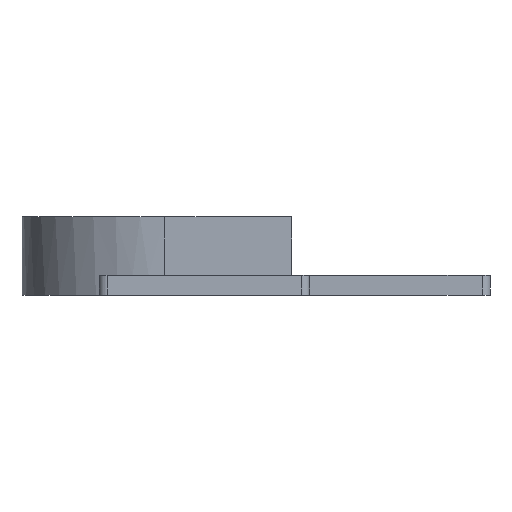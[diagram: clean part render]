
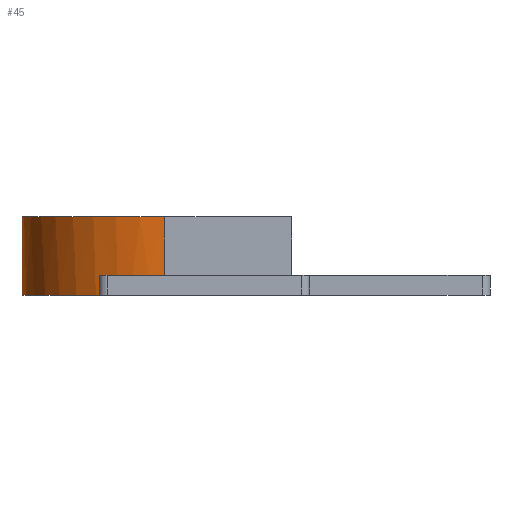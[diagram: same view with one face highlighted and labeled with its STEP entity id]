
A CAD part, left-side view. The second image highlights one B-rep face of the part: STEP entity #45.
In plain terms, the highlighted cylindrical face has radius 18 mm (diameter 36 mm), a partial arc.
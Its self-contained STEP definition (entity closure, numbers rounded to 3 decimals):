
#23=CYLINDRICAL_SURFACE('',#1029,18.);
#45=ADVANCED_FACE('',(#94),#23,.T.);
#94=FACE_OUTER_BOUND('',#143,.F.);
#143=EDGE_LOOP('',(#230,#231,#232,#233,#234,#235,#236,#237));
#230=ORIENTED_EDGE('',*,*,#565,.T.);
#231=ORIENTED_EDGE('',*,*,#570,.F.);
#232=ORIENTED_EDGE('',*,*,#543,.F.);
#233=ORIENTED_EDGE('',*,*,#544,.F.);
#234=ORIENTED_EDGE('',*,*,#552,.T.);
#235=ORIENTED_EDGE('',*,*,#546,.T.);
#236=ORIENTED_EDGE('',*,*,#545,.F.);
#237=ORIENTED_EDGE('',*,*,#571,.T.);
#501=CIRCLE('',#987,18.);
#502=CIRCLE('',#988,18.);
#504=CIRCLE('',#990,18.);
#506=CIRCLE('',#992,18.);
#543=EDGE_CURVE('',#950,#949,#501,.T.);
#544=EDGE_CURVE('',#948,#950,#678,.T.);
#545=EDGE_CURVE('',#947,#946,#502,.T.);
#546=EDGE_CURVE('',#945,#946,#679,.T.);
#552=EDGE_CURVE('',#948,#945,#504,.T.);
#565=EDGE_CURVE('',#934,#931,#506,.T.);
#570=EDGE_CURVE('',#949,#931,#699,.T.);
#571=EDGE_CURVE('',#947,#934,#700,.T.);
#678=LINE('',#1448,#777);
#679=LINE('',#1450,#778);
#699=LINE('',#1474,#798);
#700=LINE('',#1475,#799);
#777=VECTOR('',#1086,2.5);
#778=VECTOR('',#1089,2.5);
#798=VECTOR('',#1117,7.4);
#799=VECTOR('',#1118,7.4);
#931=VERTEX_POINT('',#1414);
#934=VERTEX_POINT('',#1417);
#945=VERTEX_POINT('',#1428);
#946=VERTEX_POINT('',#1429);
#947=VERTEX_POINT('',#1430);
#948=VERTEX_POINT('',#1431);
#949=VERTEX_POINT('',#1432);
#950=VERTEX_POINT('',#1433);
#987=AXIS2_PLACEMENT_3D('',#1447,#1084,#1085);
#988=AXIS2_PLACEMENT_3D('',#1449,#1087,#1088);
#990=AXIS2_PLACEMENT_3D('',#1456,#1096,#1097);
#992=AXIS2_PLACEMENT_3D('',#1469,#1111,#1112);
#1029=AXIS2_PLACEMENT_3D('',#1582,#1261,#1262);
#1084=DIRECTION('',(0.,0.,1.));
#1085=DIRECTION('',(-0.943,0.333,0.));
#1086=DIRECTION('',(0.,0.,1.));
#1087=DIRECTION('',(0.,0.,1.));
#1088=DIRECTION('',(1.,0.,0.));
#1089=DIRECTION('',(0.,0.,1.));
#1096=DIRECTION('',(0.,0.,-1.));
#1097=DIRECTION('',(-0.943,0.333,0.));
#1111=DIRECTION('',(0.,0.,1.));
#1112=DIRECTION('',(1.,0.,0.));
#1117=DIRECTION('',(0.,0.,1.));
#1118=DIRECTION('',(0.,0.,1.));
#1261=DIRECTION('',(0.,0.,1.));
#1262=DIRECTION('',(1.,0.,0.));
#1414=CARTESIAN_POINT('',(80.,-6.,9.9));
#1417=CARTESIAN_POINT('',(116.,-6.,9.9));
#1428=CARTESIAN_POINT('',(114.971,0.,0.));
#1429=CARTESIAN_POINT('',(114.971,0.,2.5));
#1430=CARTESIAN_POINT('',(116.,-6.,2.5));
#1431=CARTESIAN_POINT('',(81.029,0.,0.));
#1432=CARTESIAN_POINT('',(80.,-6.,2.5));
#1433=CARTESIAN_POINT('',(81.029,0.,2.5));
#1447=CARTESIAN_POINT('',(98.,-6.,2.5));
#1448=CARTESIAN_POINT('',(81.029,0.,0.));
#1449=CARTESIAN_POINT('',(98.,-6.,2.5));
#1450=CARTESIAN_POINT('',(114.971,0.,0.));
#1456=CARTESIAN_POINT('',(98.,-6.,0.));
#1469=CARTESIAN_POINT('',(98.,-6.,9.9));
#1474=CARTESIAN_POINT('',(80.,-6.,2.5));
#1475=CARTESIAN_POINT('',(116.,-6.,2.5));
#1582=CARTESIAN_POINT('',(98.,-6.,0.));
